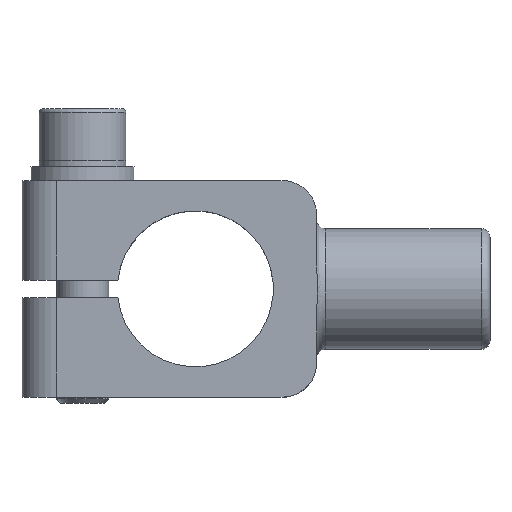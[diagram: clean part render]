
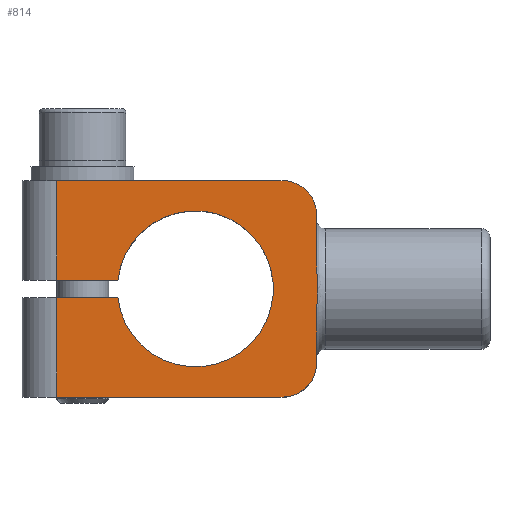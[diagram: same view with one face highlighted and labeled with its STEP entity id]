
A CAD part, top view. The second image highlights one B-rep face of the part: STEP entity #814.
In plain terms, the highlighted planar face has unit normal (0, 0, 1).
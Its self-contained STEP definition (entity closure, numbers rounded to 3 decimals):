
#350=CARTESIAN_POINT('',(13.,-2.637,7.5));
#351=VERTEX_POINT('',#350);
#352=CARTESIAN_POINT('',(13.,2.637,7.5));
#353=VERTEX_POINT('',#352);
#354=CARTESIAN_POINT('',(13.,2.637,7.5));
#355=CARTESIAN_POINT('',(13.,2.378,7.5));
#356=CARTESIAN_POINT('',(13.013,2.073,7.5));
#357=CARTESIAN_POINT('',(13.028,1.817,7.5));
#358=CARTESIAN_POINT('',(13.055,1.329,7.5));
#359=CARTESIAN_POINT('',(13.096,0.76,7.5));
#360=CARTESIAN_POINT('',(13.105,0.249,7.5));
#361=CARTESIAN_POINT('',(13.108,0.074,7.5));
#362=CARTESIAN_POINT('',(13.108,-0.09,7.5));
#363=CARTESIAN_POINT('',(13.105,-0.265,7.5));
#364=CARTESIAN_POINT('',(13.097,-0.692,7.5));
#365=CARTESIAN_POINT('',(13.068,-1.157,7.5));
#366=CARTESIAN_POINT('',(13.041,-1.581,7.5));
#367=CARTESIAN_POINT('',(13.032,-1.735,7.5));
#368=CARTESIAN_POINT('',(13.024,-1.877,7.5));
#369=CARTESIAN_POINT('',(13.016,-2.035,7.5));
#370=CARTESIAN_POINT('',(13.009,-2.188,7.5));
#371=CARTESIAN_POINT('',(13.003,-2.349,7.5));
#372=CARTESIAN_POINT('',(13.001,-2.5,7.5));
#373=CARTESIAN_POINT('',(13.,-2.547,7.5));
#374=CARTESIAN_POINT('',(13.,-2.592,7.5));
#375=CARTESIAN_POINT('',(13.,-2.637,7.5));
#376=B_SPLINE_CURVE_WITH_KNOTS('',3,(#354,#355,#356,#357,#358,#359,#360,#361,#362,#363,#364,#365,#366,#367,#368,#369,#370,#371,#372,#373,#374,#375),.UNSPECIFIED.,.F.,.U.,(4,3,3,3,3,3,3,4),(0.752,0.829,0.975,1.025,1.147,1.191,1.234,1.247),.UNSPECIFIED.);
#377=EDGE_CURVE('',#351,#353,#376,.F.);
#431=CARTESIAN_POINT('',(13.,-8.5,7.5));
#432=VERTEX_POINT('',#431);
#433=CARTESIAN_POINT('',(13.,-2.637,7.5));
#434=DIRECTION('',(0.0,-1.0,0.0));
#435=VECTOR('',#434,5.863);
#436=LINE('',#433,#435);
#437=EDGE_CURVE('',#351,#432,#436,.T.);
#470=CARTESIAN_POINT('',(13.,8.5,7.5));
#471=VERTEX_POINT('',#470);
#478=CARTESIAN_POINT('',(13.,8.5,7.5));
#479=DIRECTION('',(0.0,-1.0,0.0));
#480=VECTOR('',#479,5.863);
#481=LINE('',#478,#480);
#482=EDGE_CURVE('',#471,#353,#481,.T.);
#501=CARTESIAN_POINT('',(9.0,12.5,7.5));
#502=VERTEX_POINT('',#501);
#509=CARTESIAN_POINT('',(9.,8.5,7.5));
#510=DIRECTION('',(0.0,0.0,-1.0));
#511=DIRECTION('',(0.707,0.707,0.0));
#512=AXIS2_PLACEMENT_3D('',#509,#510,#511);
#513=CIRCLE('',#512,4.0);
#514=EDGE_CURVE('',#502,#471,#513,.T.);
#551=CARTESIAN_POINT('',(-17.,12.5,7.5));
#552=VERTEX_POINT('',#551);
#560=CARTESIAN_POINT('',(-17.,12.5,7.5));
#561=DIRECTION('',(1.0,0.0,0.0));
#562=VECTOR('',#561,26.);
#563=LINE('',#560,#562);
#564=EDGE_CURVE('',#552,#502,#563,.T.);
#705=CARTESIAN_POINT('',(-9.944,1.,7.5));
#706=VERTEX_POINT('',#705);
#713=CARTESIAN_POINT('',(-17.,1.,7.5));
#714=VERTEX_POINT('',#713);
#715=CARTESIAN_POINT('',(-17.,1.,7.5));
#716=DIRECTION('',(1.0,0.0,0.0));
#717=VECTOR('',#716,7.056);
#718=LINE('',#715,#717);
#719=EDGE_CURVE('',#714,#706,#718,.T.);
#751=CARTESIAN_POINT('',(-17.,1.,7.5));
#752=DIRECTION('',(0.0,1.0,0.0));
#753=VECTOR('',#752,11.5);
#754=LINE('',#751,#753);
#755=EDGE_CURVE('',#714,#552,#754,.T.);
#760=CARTESIAN_POINT('',(-4.,0.,7.5));
#761=DIRECTION('',(0.0,0.0,1.0));
#762=DIRECTION('',(1.0,0.0,0.0));
#763=AXIS2_PLACEMENT_3D('',#760,#761,#762);
#764=PLANE('',#763);
#765=ORIENTED_EDGE('',*,*,#514,.F.);
#766=ORIENTED_EDGE('',*,*,#564,.F.);
#767=ORIENTED_EDGE('',*,*,#755,.F.);
#768=ORIENTED_EDGE('',*,*,#719,.T.);
#769=CARTESIAN_POINT('',(-9.944,-1.,7.5));
#770=VERTEX_POINT('',#769);
#771=CARTESIAN_POINT('',(-1.,0.,7.5));
#772=DIRECTION('',(0.0,0.0,-1.));
#773=DIRECTION('',(0.994,0.111,0.0));
#774=AXIS2_PLACEMENT_3D('',#771,#772,#773);
#775=CIRCLE('',#774,9.);
#776=EDGE_CURVE('',#706,#770,#775,.T.);
#777=ORIENTED_EDGE('',*,*,#776,.T.);
#778=CARTESIAN_POINT('',(-17.,-1.,7.5));
#779=VERTEX_POINT('',#778);
#780=CARTESIAN_POINT('',(-9.944,-1.,7.5));
#781=DIRECTION('',(-1.0,0.0,0.0));
#782=VECTOR('',#781,7.056);
#783=LINE('',#780,#782);
#784=EDGE_CURVE('',#770,#779,#783,.T.);
#785=ORIENTED_EDGE('',*,*,#784,.T.);
#786=CARTESIAN_POINT('',(-17.,-12.5,7.5));
#787=VERTEX_POINT('',#786);
#788=CARTESIAN_POINT('',(-17.,-12.5,7.5));
#789=DIRECTION('',(0.0,1.0,0.0));
#790=VECTOR('',#789,11.5);
#791=LINE('',#788,#790);
#792=EDGE_CURVE('',#787,#779,#791,.T.);
#793=ORIENTED_EDGE('',*,*,#792,.F.);
#794=CARTESIAN_POINT('',(9.0,-12.5,7.5));
#795=VERTEX_POINT('',#794);
#796=CARTESIAN_POINT('',(9.0,-12.5,7.5));
#797=DIRECTION('',(-1.0,0.0,0.0));
#798=VECTOR('',#797,26.);
#799=LINE('',#796,#798);
#800=EDGE_CURVE('',#795,#787,#799,.T.);
#801=ORIENTED_EDGE('',*,*,#800,.F.);
#802=CARTESIAN_POINT('',(9.,-8.5,7.5));
#803=DIRECTION('',(0.0,0.0,-1.0));
#804=DIRECTION('',(0.707,-0.707,0.0));
#805=AXIS2_PLACEMENT_3D('',#802,#803,#804);
#806=CIRCLE('',#805,4.);
#807=EDGE_CURVE('',#432,#795,#806,.T.);
#808=ORIENTED_EDGE('',*,*,#807,.F.);
#809=ORIENTED_EDGE('',*,*,#437,.F.);
#810=ORIENTED_EDGE('',*,*,#377,.T.);
#811=ORIENTED_EDGE('',*,*,#482,.F.);
#812=EDGE_LOOP('',(#765,#766,#767,#768,#777,#785,#793,#801,#808,#809,#810,#811));
#813=FACE_OUTER_BOUND('',#812,.T.);
#814=ADVANCED_FACE('',(#813),#764,.T.);
